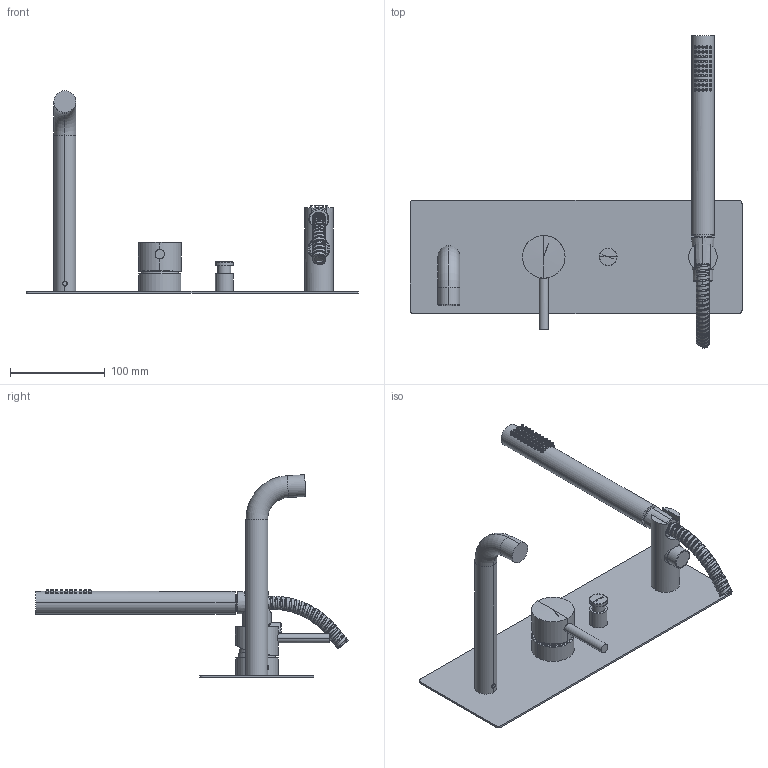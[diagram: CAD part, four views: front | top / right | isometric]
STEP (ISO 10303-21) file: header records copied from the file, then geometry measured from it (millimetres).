
FILE_DESCRIPTION((''),'2;1');
FILE_NAME('LIG001CR','2021-01-14T14:13:03',('ut3'),('PAFFONI SpA'),'CREO PARAMETRIC BY PTC INC, 2020044','CREO PARAMETRIC BY PTC INC, 2020044','');
FILE_SCHEMA(('CONFIG_CONTROL_DESIGN','SHAPE_APPEARANCE_LAYERS_GROUPS'));
Products named in the file (1): LIG001CR
Bounding box: 350 x 329.3 x 213.48 mm (x, y, z)
Volume: 402629 mm3; surface area: 165267.3 mm2
Topology: 22 solids, 22 shells, 447 faces, 926 edges, 582 vertices
Faces by surface type: plane 147, cone 137, cylinder 103, bspline 50, torus 8, sphere 2
Entity records: 44698 total; most frequent: CARTESIAN_POINT 30616, DIRECTION 1948, ORIENTED_EDGE 1826, EDGE_CURVE 913, AXIS2_PLACEMENT_3D 810, FILL_AREA_STYLE_COLOUR 776, FILL_AREA_STYLE 776, SURFACE_STYLE_FILL_AREA 776
